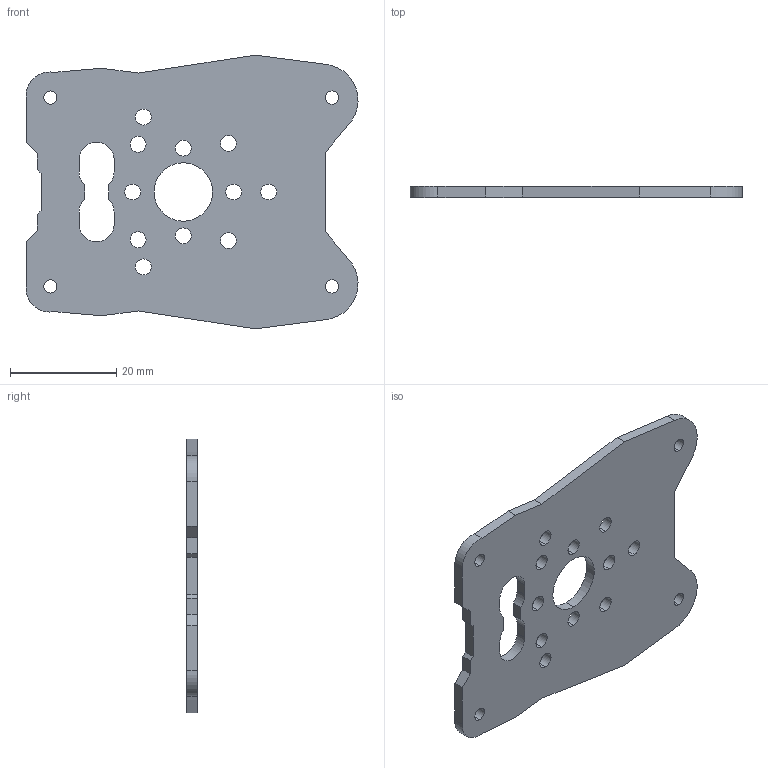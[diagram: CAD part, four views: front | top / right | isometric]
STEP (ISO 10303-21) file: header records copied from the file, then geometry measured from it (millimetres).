
FILE_DESCRIPTION (( 'STEP AP203' ), '1' );
FILE_NAME ('Tarot Motor Mount Top Plate_Default_sldprt.STEP', '2017-11-29T20:53:18', ( '' ), ( '' ), 'SwSTEP 2.0', 'SolidWorks 2017', '' );
FILE_SCHEMA (( 'CONFIG_CONTROL_DESIGN' ));
Length unit declared in the file: millimetre
Products named in the file (1): Tarot Motor Mount Top Plate_Default_sldprt
Bounding box: 62.45 x 2 x 51.5 mm (x, y, z)
Volume: 4938.4 mm3; surface area: 5801.8 mm2
Topology: 1 solids, 1 shells, 72 faces, 210 edges, 140 vertices
Faces by surface type: cylinder 44, plane 28
Entity records: 2567 total; most frequent: DIRECTION 444, CARTESIAN_POINT 423, ORIENTED_EDGE 420, EDGE_CURVE 210, AXIS2_PLACEMENT_3D 161, VERTEX_POINT 140, VECTOR 122, LINE 122
